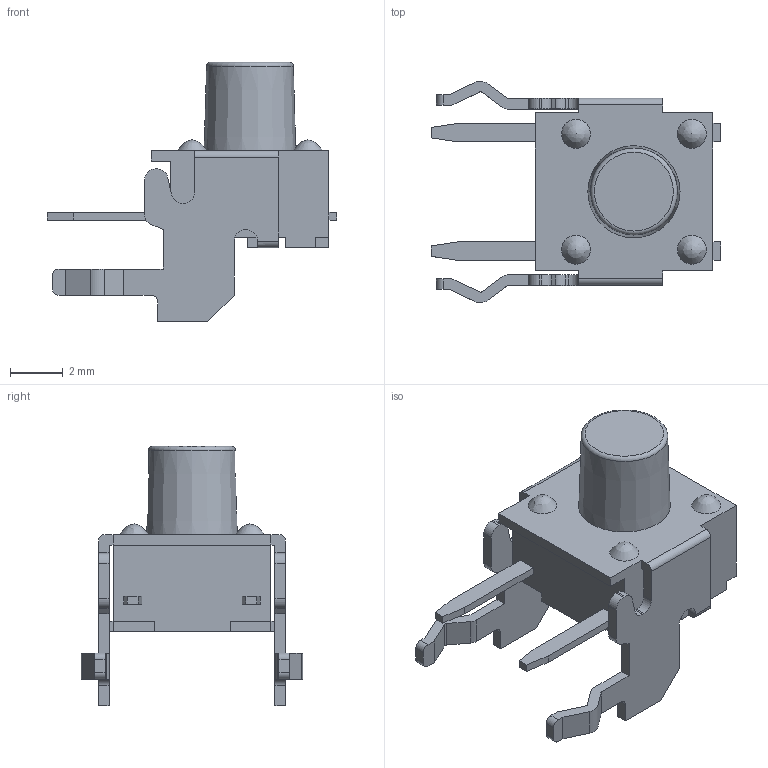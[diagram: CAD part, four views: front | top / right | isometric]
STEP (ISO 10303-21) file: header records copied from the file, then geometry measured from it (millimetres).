
FILE_DESCRIPTION((' '),'2;1');
FILE_NAME('TL1105XFxxxx.stp','2017-07-19T16:23:37',(' '),(' '),' ','ACIS',' ');
FILE_SCHEMA(('CONFIG_CONTROL_DESIGN'));
Length unit declared in the file: inch
Products named in the file (3): TL1105XFxxxx.stp; Body1; Body2
Assembly tree (2 placements, depth 2):
  TL1105XFxxxx.stp
    Body1
    Body2
Bounding box: 11 x 8.4 x 9.85 mm (x, y, z)
Volume: 154.3 mm3; surface area: 510.1 mm2
Topology: 2 solids, 3 shells, 257 faces, 698 edges, 456 vertices
Faces by surface type: plane 171, cylinder 72, torus 5, bspline 5, cone 2, sphere 2
Full cylindrical faces by diameter (mm): 3.5 x1, 5 x1
Entity records: 8414 total; most frequent: CARTESIAN_POINT 1564, ORIENTED_EDGE 1348, DIRECTION 1318, EDGE_CURVE 674, VECTOR 536, LINE 536, VERTEX_POINT 446, AXIS2_PLACEMENT_3D 391
